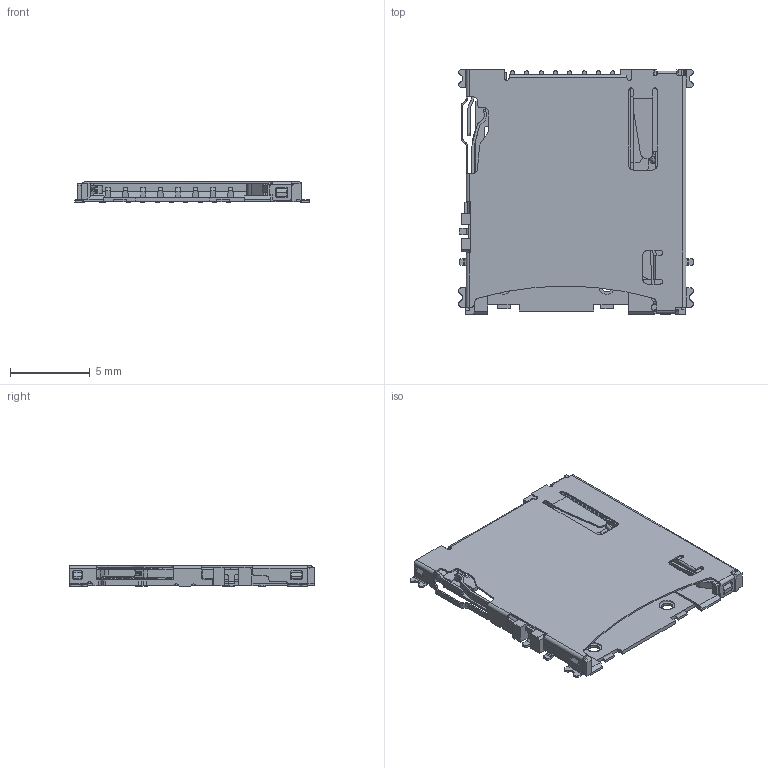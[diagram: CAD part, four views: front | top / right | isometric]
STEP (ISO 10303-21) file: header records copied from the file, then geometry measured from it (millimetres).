
FILE_DESCRIPTION(('STEP AP242'),'1');
FILE_NAME('693071030811.stp','2022-03-30T01:21:39',('TraceParts'),('TraceParts S.A.'),'Spatial InterOp 3D',' ',' ');
FILE_SCHEMA(('AP242_MANAGED_MODEL_BASED_3D_ENGINEERING_MIM_LF {1 0 10303 442 1 1 4}'));
Length unit declared in the file: millimetre
Products named in the file (1): 693071030811_1
Bounding box: 14.72 x 15.35 x 1.3 mm (x, y, z)
Volume: 93 mm3; surface area: 1181.4 mm2
Topology: 16 solids, 16 shells, 1827 faces, 5262 edges, 3483 vertices
Faces by surface type: plane 1025, cylinder 773, torus 16, cone 10, bspline 3
Entity records: 65443 total; most frequent: CARTESIAN_POINT 15478, DIRECTION 10551, ORIENTED_EDGE 10524, EDGE_CURVE 5262, LINE 3623, VECTOR 3623, VERTEX_POINT 3483, AXIS2_PLACEMENT_3D 3464
